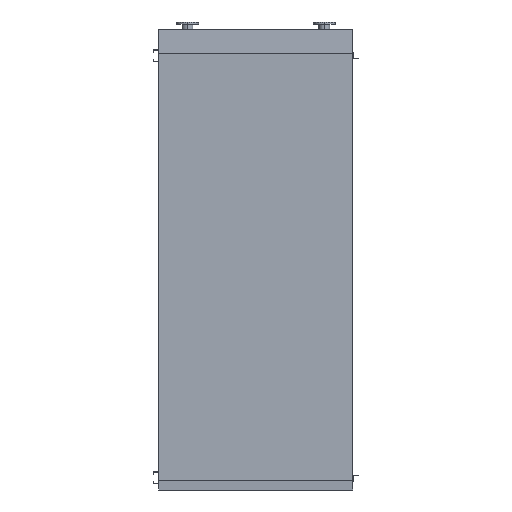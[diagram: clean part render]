
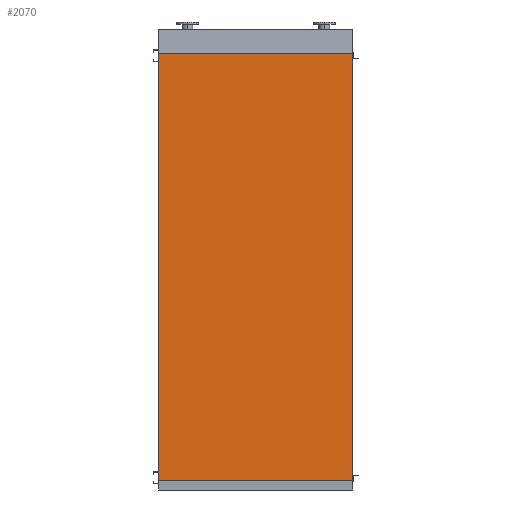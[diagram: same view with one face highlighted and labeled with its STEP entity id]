
A CAD part, front view. The second image highlights one B-rep face of the part: STEP entity #2070.
In plain terms, the highlighted planar face has unit normal (0, -1, 0).
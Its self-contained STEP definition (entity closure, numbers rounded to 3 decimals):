
#690 = LINE ( 'NONE', #5430, #6601 ) ;
#733 = DIRECTION ( 'NONE',  ( 0., 0., 1. ) ) ;
#826 = EDGE_CURVE ( 'NONE', #3535, #6176, #1625, .T. ) ;
#924 = DIRECTION ( 'NONE',  ( 0., 0., 1. ) ) ;
#1118 = CARTESIAN_POINT ( 'NONE',  ( -965., 0., -4250. ) ) ;
#1205 = AXIS2_PLACEMENT_3D ( 'NONE', #4327, #7126, #5143 ) ;
#1474 = VECTOR ( 'NONE', #733, 1000. ) ;
#1622 = ORIENTED_EDGE ( 'NONE', *, *, #826, .T. ) ;
#1625 = LINE ( 'NONE', #6321, #1474 ) ;
#2008 = ORIENTED_EDGE ( 'NONE', *, *, #6487, .F. ) ;
#2070 = ADVANCED_FACE ( 'NONE', ( #10642 ), #4200, .T. ) ;
#2958 = LINE ( 'NONE', #9218, #4901 ) ;
#3005 = ORIENTED_EDGE ( 'NONE', *, *, #11474, .T. ) ;
#3357 = VERTEX_POINT ( 'NONE', #10742 ) ;
#3535 = VERTEX_POINT ( 'NONE', #4718 ) ;
#4200 = PLANE ( 'NONE',  #1205 ) ;
#4327 = CARTESIAN_POINT ( 'NONE',  ( -965., 0., -4250. ) ) ;
#4718 = CARTESIAN_POINT ( 'NONE',  ( 965., 0., -4250. ) ) ;
#4901 = VECTOR ( 'NONE', #10349, 1000. ) ;
#5143 = DIRECTION ( 'NONE',  ( 0., 0., -1. ) ) ;
#5430 = CARTESIAN_POINT ( 'NONE',  ( -965., 0., -4250. ) ) ;
#5746 = LINE ( 'NONE', #1118, #7039 ) ;
#5814 = EDGE_LOOP ( 'NONE', ( #8813, #2008, #3005, #1622 ) ) ;
#5863 = CARTESIAN_POINT ( 'NONE',  ( -965., 0., 0. ) ) ;
#6176 = VERTEX_POINT ( 'NONE', #11433 ) ;
#6321 = CARTESIAN_POINT ( 'NONE',  ( 965., 0., -4250. ) ) ;
#6487 = EDGE_CURVE ( 'NONE', #3357, #8886, #690, .T. ) ;
#6601 = VECTOR ( 'NONE', #924, 1000. ) ;
#7039 = VECTOR ( 'NONE', #10397, 1000. ) ;
#7126 = DIRECTION ( 'NONE',  ( 0., -1., 0. ) ) ;
#8813 = ORIENTED_EDGE ( 'NONE', *, *, #9694, .F. ) ;
#8886 = VERTEX_POINT ( 'NONE', #5863 ) ;
#9218 = CARTESIAN_POINT ( 'NONE',  ( -965., 0., 0. ) ) ;
#9694 = EDGE_CURVE ( 'NONE', #8886, #6176, #2958, .T. ) ;
#10349 = DIRECTION ( 'NONE',  ( 1., 0., 0. ) ) ;
#10397 = DIRECTION ( 'NONE',  ( 1., 0., 0. ) ) ;
#10642 = FACE_OUTER_BOUND ( 'NONE', #5814, .T. ) ;
#10742 = CARTESIAN_POINT ( 'NONE',  ( -965., 0., -4250. ) ) ;
#11433 = CARTESIAN_POINT ( 'NONE',  ( 965., 0., 0. ) ) ;
#11474 = EDGE_CURVE ( 'NONE', #3357, #3535, #5746, .T. ) ;
